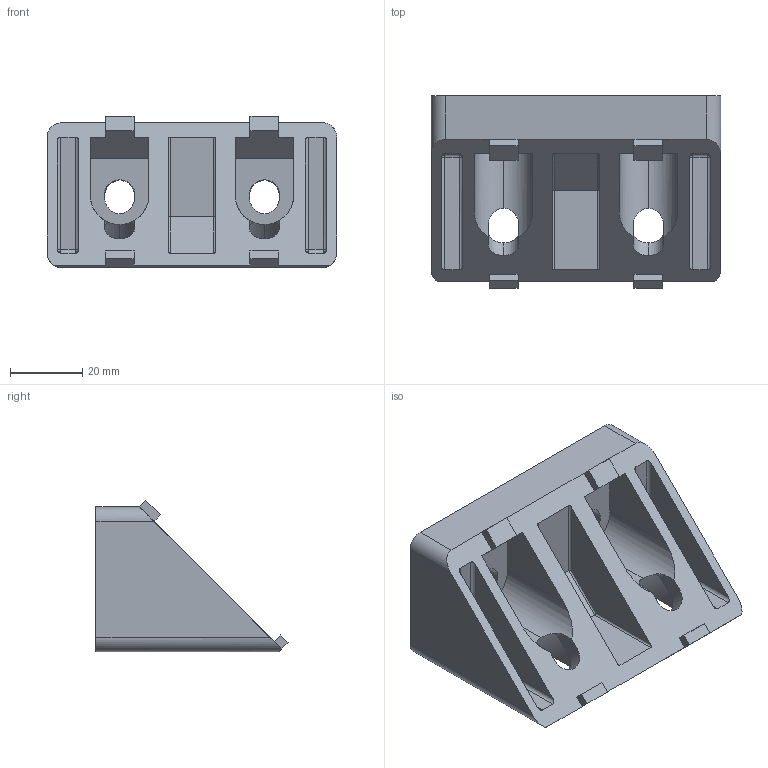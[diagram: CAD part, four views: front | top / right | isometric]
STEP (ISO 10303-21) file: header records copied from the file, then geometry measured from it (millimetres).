
FILE_DESCRIPTION (( 'STEP AP203' ), '1' );
FILE_NAME ('282655009_c_1.STEP', '2023-01-19T06:00:34', ( '' ), ( '' ), 'SwSTEP 2.0', 'SolidWorks 2014', '' );
FILE_SCHEMA (( 'CONFIG_CONTROL_DESIGN' ));
Length unit declared in the file: millimetre
Products named in the file (1): 282655009_c_1
Bounding box: 80 x 53.06 x 41.76 mm (x, y, z)
Volume: 61680 mm3; surface area: 24020.1 mm2
Topology: 1 solids, 1 shells, 137 faces, 363 edges, 224 vertices
Faces by surface type: plane 73, cylinder 54, bspline 10
Entity records: 4620 total; most frequent: CARTESIAN_POINT 1355, ORIENTED_EDGE 710, DIRECTION 601, EDGE_CURVE 355, VECTOR 245, LINE 245, VERTEX_POINT 224, AXIS2_PLACEMENT_3D 178
